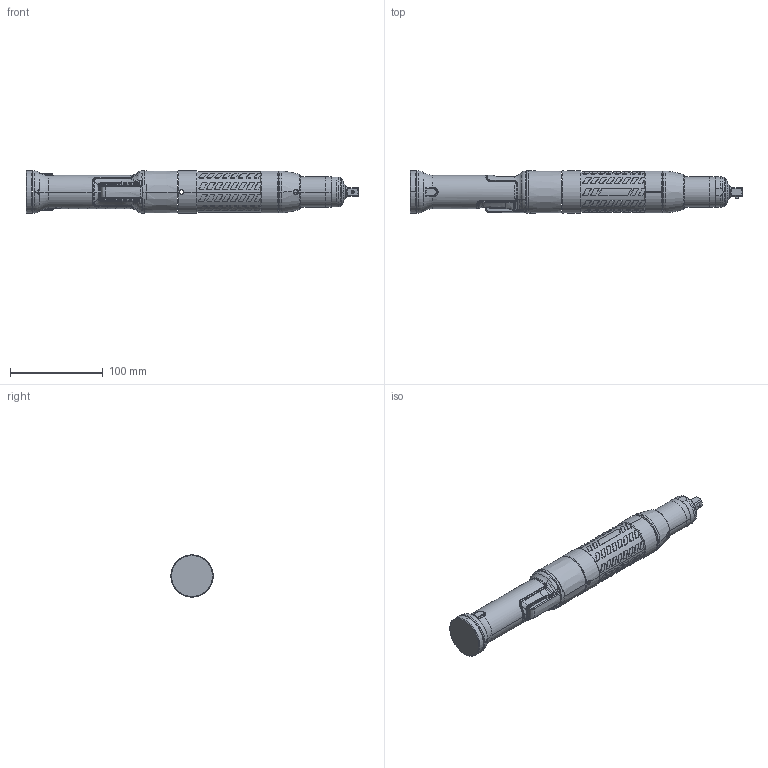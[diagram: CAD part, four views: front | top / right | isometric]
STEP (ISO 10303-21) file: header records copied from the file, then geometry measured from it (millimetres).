
FILE_DESCRIPTION((''),'2;1');
FILE_NAME('30ESN11ED3_SW0001','2018-11-27T',('A1X81'),(''),'CREO PARAMETRIC BY PTC INC, 2016050','CREO PARAMETRIC BY PTC INC, 2016050','');
FILE_SCHEMA(('CONFIG_CONTROL_DESIGN'));
Products named in the file (1): 30ESN11ED3_SW0001
Bounding box: 357.24 x 45.55 x 45.55 mm (x, y, z)
Surface area: 57609.9 mm2 (no closed solid volume)
Topology: 0 solids, 172 shells, 1252 faces, 4089 edges, 2981 vertices
Faces by surface type: bspline 708, cylinder 289, extrusion 98, plane 93, torus 44, cone 18, sphere 2
Entity records: 78208 total; most frequent: CARTESIAN_POINT 50744, ORIENTED_EDGE 5787, EDGE_CURVE 4089, DIRECTION 3616, VERTEX_POINT 2981, B_SPLINE_CURVE_WITH_KNOTS 2462, AXIS2_PLACEMENT_3D 1347, EDGE_LOOP 1252
